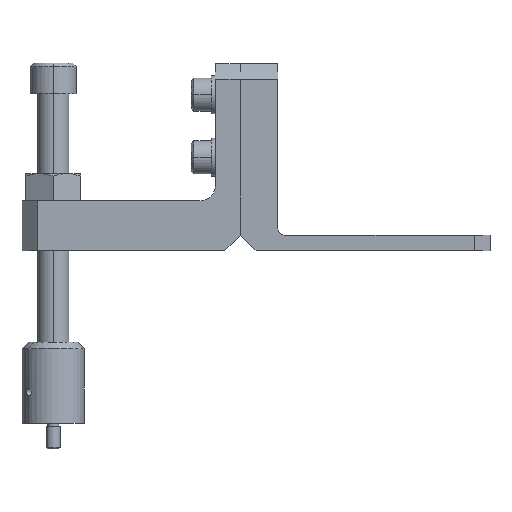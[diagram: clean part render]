
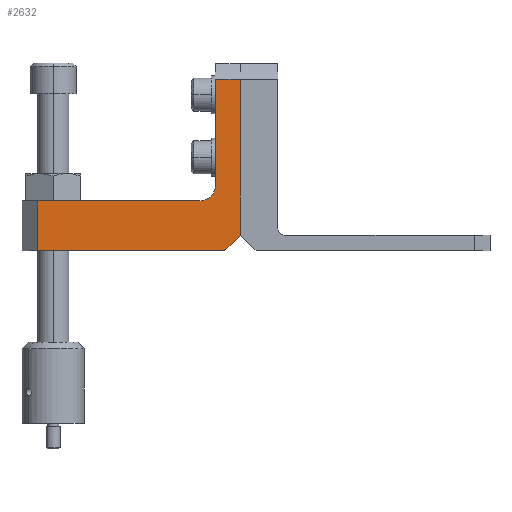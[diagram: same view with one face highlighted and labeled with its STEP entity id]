
A CAD part, left-side view. The second image highlights one B-rep face of the part: STEP entity #2632.
In plain terms, the highlighted planar face has unit normal (-1, 0, 0).
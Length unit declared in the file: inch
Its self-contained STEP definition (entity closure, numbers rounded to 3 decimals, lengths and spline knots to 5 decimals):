
#81 = LINE ( 'NONE', #5047, #251 ) ;
#82 = LINE ( 'NONE', #5095, #210 ) ;
#90 = LINE ( 'NONE', #5022, #166 ) ;
#166 = VECTOR ( 'NONE', #5031, 39.37008 ) ;
#210 = VECTOR ( 'NONE', #5092, 39.37008 ) ;
#251 = VECTOR ( 'NONE', #5048, 39.37008 ) ;
#388 = LINE ( 'NONE', #5150, #417 ) ;
#417 = VECTOR ( 'NONE', #5157, 39.37008 ) ;
#438 = LINE ( 'NONE', #5155, #739 ) ;
#511 = VECTOR ( 'NONE', #5156, 39.37008 ) ;
#563 = LINE ( 'NONE', #5154, #511 ) ;
#571 = VECTOR ( 'NONE', #5128, 39.37008 ) ;
#735 = CIRCLE ( 'NONE', #2000, 0.125 ) ;
#739 = VECTOR ( 'NONE', #5149, 39.37008 ) ;
#780 = LINE ( 'NONE', #5127, #571 ) ;
#870 = FACE_OUTER_BOUND ( 'NONE', #3044, .T. ) ;
#1088 = ORIENTED_EDGE ( 'NONE', *, *, #1746, .F. ) ;
#1092 = ORIENTED_EDGE ( 'NONE', *, *, #1738, .F. ) ;
#1093 = ORIENTED_EDGE ( 'NONE', *, *, #1783, .F. ) ;
#1099 = ORIENTED_EDGE ( 'NONE', *, *, #1792, .T. ) ;
#1100 = ORIENTED_EDGE ( 'NONE', *, *, #1766, .F. ) ;
#1101 = ORIENTED_EDGE ( 'NONE', *, *, #1795, .T. ) ;
#1109 = ORIENTED_EDGE ( 'NONE', *, *, #1793, .T. ) ;
#1125 = ORIENTED_EDGE ( 'NONE', *, *, #1794, .T. ) ;
#1738 = EDGE_CURVE ( 'NONE', #3274, #3398, #90, .T. ) ;
#1746 = EDGE_CURVE ( 'NONE', #3285, #3289, #81, .T. ) ;
#1766 = EDGE_CURVE ( 'NONE', #3031, #3374, #82, .T. ) ;
#1783 = EDGE_CURVE ( 'NONE', #3394, #3446, #780, .T. ) ;
#1792 = EDGE_CURVE ( 'NONE', #3274, #3446, #563, .T. ) ;
#1793 = EDGE_CURVE ( 'NONE', #3394, #3374, #388, .T. ) ;
#1794 = EDGE_CURVE ( 'NONE', #3031, #3289, #735, .T. ) ;
#1795 = EDGE_CURVE ( 'NONE', #3285, #3398, #438, .T. ) ;
#2000 = AXIS2_PLACEMENT_3D ( 'NONE', #5160, #5161, #5162 ) ;
#2106 = AXIS2_PLACEMENT_3D ( 'NONE', #5641, #5646, #5647 ) ;
#2632 = ADVANCED_FACE ( 'NONE', ( #870 ), #5643, .T. ) ;
#3031 = VERTEX_POINT ( 'NONE', #4160 ) ;
#3044 = EDGE_LOOP ( 'NONE', ( #1092, #1099, #1093, #1109, #1100, #1125, #1088, #1101 ) ) ;
#3274 = VERTEX_POINT ( 'NONE', #4240 ) ;
#3285 = VERTEX_POINT ( 'NONE', #4248 ) ;
#3289 = VERTEX_POINT ( 'NONE', #4252 ) ;
#3374 = VERTEX_POINT ( 'NONE', #4332 ) ;
#3394 = VERTEX_POINT ( 'NONE', #4350 ) ;
#3398 = VERTEX_POINT ( 'NONE', #4354 ) ;
#3446 = VERTEX_POINT ( 'NONE', #4369 ) ;
#4160 = CARTESIAN_POINT ( 'NONE',  ( -0.25, 0.2, 0.525 ) ) ;
#4240 = CARTESIAN_POINT ( 'NONE',  ( -0.25, 0.125, 0. ) ) ;
#4248 = CARTESIAN_POINT ( 'NONE',  ( -0.25, 1.625, 0.4 ) ) ;
#4252 = CARTESIAN_POINT ( 'NONE',  ( -0.25, 0.325, 0.4 ) ) ;
#4332 = CARTESIAN_POINT ( 'NONE',  ( -0.25, 0.2, 1.375 ) ) ;
#4350 = CARTESIAN_POINT ( 'NONE',  ( -0.25, 0., 1.375 ) ) ;
#4354 = CARTESIAN_POINT ( 'NONE',  ( -0.25, 1.625, 0. ) ) ;
#4369 = CARTESIAN_POINT ( 'NONE',  ( -0.25, 0., 0.125 ) ) ;
#5022 = CARTESIAN_POINT ( 'NONE',  ( -0.25, 0., 0. ) ) ;
#5031 = DIRECTION ( 'NONE',  ( 0., 1., 0. ) ) ;
#5047 = CARTESIAN_POINT ( 'NONE',  ( -0.25, 0.2, 0.4 ) ) ;
#5048 = DIRECTION ( 'NONE',  ( 0., -1., 0. ) ) ;
#5092 = DIRECTION ( 'NONE',  ( 0., 0., 1. ) ) ;
#5095 = CARTESIAN_POINT ( 'NONE',  ( -0.25, 0.2, 0.4 ) ) ;
#5127 = CARTESIAN_POINT ( 'NONE',  ( -0.25, 0., 0. ) ) ;
#5128 = DIRECTION ( 'NONE',  ( 0., 0., -1. ) ) ;
#5149 = DIRECTION ( 'NONE',  ( 0., 0., -1. ) ) ;
#5150 = CARTESIAN_POINT ( 'NONE',  ( -0.25, 0.2, 1.375 ) ) ;
#5154 = CARTESIAN_POINT ( 'NONE',  ( -0.25, 0.7375, -0.6125 ) ) ;
#5155 = CARTESIAN_POINT ( 'NONE',  ( -0.25, 1.625, 0. ) ) ;
#5156 = DIRECTION ( 'NONE',  ( 0., -0.707, 0.707 ) ) ;
#5157 = DIRECTION ( 'NONE',  ( 0., 1., 0. ) ) ;
#5160 = CARTESIAN_POINT ( 'NONE',  ( -0.25, 0.325, 0.525 ) ) ;
#5161 = DIRECTION ( 'NONE',  ( 1., 0., 0. ) ) ;
#5162 = DIRECTION ( 'NONE',  ( 0., 0., 1. ) ) ;
#5641 = CARTESIAN_POINT ( 'NONE',  ( -0.25, 1.75, 0.4 ) ) ;
#5643 = PLANE ( 'NONE',  #2106 ) ;
#5646 = DIRECTION ( 'NONE',  ( -1., 0., 0. ) ) ;
#5647 = DIRECTION ( 'NONE',  ( 0., 0., 1. ) ) ;
